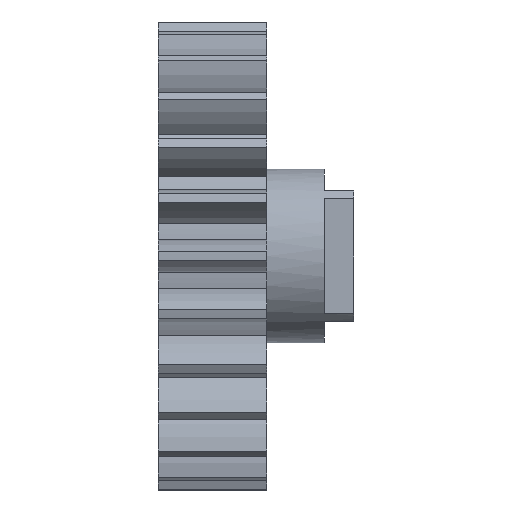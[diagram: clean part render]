
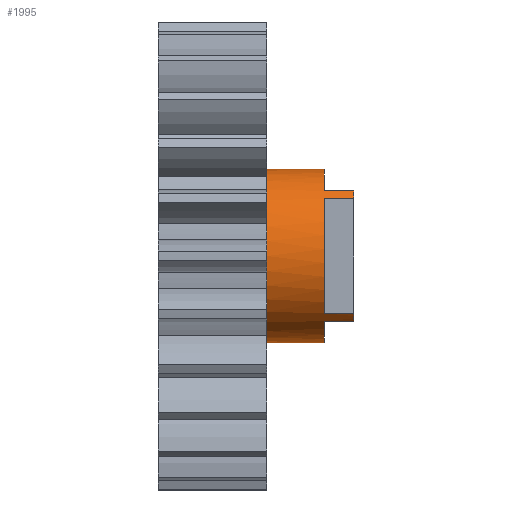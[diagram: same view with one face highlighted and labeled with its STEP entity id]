
A CAD part, front view. The second image highlights one B-rep face of the part: STEP entity #1995.
In plain terms, the highlighted cylindrical face has radius 4 mm (diameter 8 mm), a partial arc.
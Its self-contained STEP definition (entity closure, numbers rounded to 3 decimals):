
#42 = ORIENTED_EDGE ( 'NONE', *, *, #1129, .T. ) ;
#61 = EDGE_CURVE ( 'NONE', #3968, #801, #889, .T. ) ;
#70 = CIRCLE ( 'NONE', #2024, 4. ) ;
#90 = CARTESIAN_POINT ( 'NONE',  ( 5., 0., -4. ) ) ;
#132 = EDGE_CURVE ( 'NONE', #3968, #4058, #2429, .T. ) ;
#188 = EDGE_CURVE ( 'NONE', #1393, #1155, #360, .T. ) ;
#273 = LINE ( 'NONE', #1566, #1215 ) ;
#360 = LINE ( 'NONE', #2253, #3437 ) ;
#384 = CARTESIAN_POINT ( 'NONE',  ( 7.65, -2.646, 3. ) ) ;
#465 = CIRCLE ( 'NONE', #1999, 4. ) ;
#476 = DIRECTION ( 'NONE',  ( 0., 0., -1. ) ) ;
#532 = CARTESIAN_POINT ( 'NONE',  ( 9., 0., 0. ) ) ;
#550 = EDGE_CURVE ( 'NONE', #3268, #2615, #465, .T. ) ;
#556 = CARTESIAN_POINT ( 'NONE',  ( 9., -2.646, 3. ) ) ;
#597 = EDGE_LOOP ( 'NONE', ( #2496, #2729, #3958, #2946, #3244, #42, #1088, #1996, #1017, #945, #3088, #1914 ) ) ;
#609 = DIRECTION ( 'NONE',  ( 0., 0., 1. ) ) ;
#623 = CARTESIAN_POINT ( 'NONE',  ( 5., 0., 0. ) ) ;
#676 = DIRECTION ( 'NONE',  ( -1., 0., 0. ) ) ;
#682 = EDGE_CURVE ( 'NONE', #2615, #2146, #2229, .T. ) ;
#783 = DIRECTION ( 'NONE',  ( 1., 0., 0. ) ) ;
#789 = DIRECTION ( 'NONE',  ( 1., 0., 0. ) ) ;
#801 = VERTEX_POINT ( 'NONE', #90 ) ;
#885 = LINE ( 'NONE', #2572, #3307 ) ;
#889 = LINE ( 'NONE', #1784, #2198 ) ;
#923 = CARTESIAN_POINT ( 'NONE',  ( 7.65, -3., -2.646 ) ) ;
#926 = CARTESIAN_POINT ( 'NONE',  ( 7.65, 0., 0. ) ) ;
#942 = CYLINDRICAL_SURFACE ( 'NONE', #1496, 4. ) ;
#945 = ORIENTED_EDGE ( 'NONE', *, *, #550, .T. ) ;
#1017 = ORIENTED_EDGE ( 'NONE', *, *, #3367, .T. ) ;
#1041 = VERTEX_POINT ( 'NONE', #923 ) ;
#1088 = ORIENTED_EDGE ( 'NONE', *, *, #188, .F. ) ;
#1129 = EDGE_CURVE ( 'NONE', #1041, #1155, #2203, .T. ) ;
#1147 = DIRECTION ( 'NONE',  ( 0., 0., -1. ) ) ;
#1155 = VERTEX_POINT ( 'NONE', #3275 ) ;
#1215 = VECTOR ( 'NONE', #3446, 1000. ) ;
#1393 = VERTEX_POINT ( 'NONE', #2070 ) ;
#1496 = AXIS2_PLACEMENT_3D ( 'NONE', #2505, #3196, #4070 ) ;
#1542 = EDGE_CURVE ( 'NONE', #2600, #1041, #273, .T. ) ;
#1549 = CARTESIAN_POINT ( 'NONE',  ( 7.65, 0., 0. ) ) ;
#1566 = CARTESIAN_POINT ( 'NONE',  ( 9., -3., -2.646 ) ) ;
#1784 = CARTESIAN_POINT ( 'NONE',  ( 7.65, 0., -4. ) ) ;
#1787 = VERTEX_POINT ( 'NONE', #2864 ) ;
#1828 = DIRECTION ( 'NONE',  ( -1., 0., 0. ) ) ;
#1851 = CARTESIAN_POINT ( 'NONE',  ( 7.65, 0., -4. ) ) ;
#1864 = EDGE_CURVE ( 'NONE', #801, #2146, #2966, .T. ) ;
#1914 = ORIENTED_EDGE ( 'NONE', *, *, #1864, .F. ) ;
#1938 = AXIS2_PLACEMENT_3D ( 'NONE', #623, #2472, #3760 ) ;
#1991 = CARTESIAN_POINT ( 'NONE',  ( 7.65, 0., 4. ) ) ;
#1995 = ADVANCED_FACE ( 'NONE', ( #2526 ), #942, .T. ) ;
#1996 = ORIENTED_EDGE ( 'NONE', *, *, #3317, .F. ) ;
#1999 = AXIS2_PLACEMENT_3D ( 'NONE', #926, #4162, #609 ) ;
#2024 = AXIS2_PLACEMENT_3D ( 'NONE', #532, #783, #1147 ) ;
#2070 = CARTESIAN_POINT ( 'NONE',  ( 9., -3., 2.646 ) ) ;
#2110 = VERTEX_POINT ( 'NONE', #2632 ) ;
#2146 = VERTEX_POINT ( 'NONE', #3588 ) ;
#2150 = LINE ( 'NONE', #556, #2437 ) ;
#2163 = DIRECTION ( 'NONE',  ( -1., 0., 0. ) ) ;
#2169 = DIRECTION ( 'NONE',  ( -1., 0., 0. ) ) ;
#2198 = VECTOR ( 'NONE', #2169, 1000. ) ;
#2203 = CIRCLE ( 'NONE', #2750, 4. ) ;
#2229 = LINE ( 'NONE', #3223, #3221 ) ;
#2253 = CARTESIAN_POINT ( 'NONE',  ( 9., -3., 2.646 ) ) ;
#2429 = CIRCLE ( 'NONE', #2568, 4. ) ;
#2437 = VECTOR ( 'NONE', #1828, 1000. ) ;
#2472 = DIRECTION ( 'NONE',  ( -1., 0., 0. ) ) ;
#2496 = ORIENTED_EDGE ( 'NONE', *, *, #61, .F. ) ;
#2505 = CARTESIAN_POINT ( 'NONE',  ( 7.65, 0., 0. ) ) ;
#2526 = FACE_OUTER_BOUND ( 'NONE', #597, .T. ) ;
#2532 = DIRECTION ( 'NONE',  ( 0., 0., 1. ) ) ;
#2553 = CARTESIAN_POINT ( 'NONE',  ( 7.65, 0., 0. ) ) ;
#2568 = AXIS2_PLACEMENT_3D ( 'NONE', #2553, #676, #2532 ) ;
#2572 = CARTESIAN_POINT ( 'NONE',  ( 9., -2.646, -3. ) ) ;
#2600 = VERTEX_POINT ( 'NONE', #3932 ) ;
#2615 = VERTEX_POINT ( 'NONE', #1991 ) ;
#2617 = DIRECTION ( 'NONE',  ( -1., 0., 0. ) ) ;
#2632 = CARTESIAN_POINT ( 'NONE',  ( 9., -2.646, -3. ) ) ;
#2696 = CARTESIAN_POINT ( 'NONE',  ( 9., 0., 0. ) ) ;
#2729 = ORIENTED_EDGE ( 'NONE', *, *, #132, .T. ) ;
#2750 = AXIS2_PLACEMENT_3D ( 'NONE', #1549, #3767, #3489 ) ;
#2864 = CARTESIAN_POINT ( 'NONE',  ( 9., -2.646, 3. ) ) ;
#2946 = ORIENTED_EDGE ( 'NONE', *, *, #3168, .F. ) ;
#2966 = CIRCLE ( 'NONE', #1938, 4. ) ;
#3088 = ORIENTED_EDGE ( 'NONE', *, *, #682, .T. ) ;
#3168 = EDGE_CURVE ( 'NONE', #2600, #2110, #4043, .T. ) ;
#3196 = DIRECTION ( 'NONE',  ( -1., 0., 0. ) ) ;
#3221 = VECTOR ( 'NONE', #3513, 1000. ) ;
#3223 = CARTESIAN_POINT ( 'NONE',  ( 7.65, 0., 4. ) ) ;
#3244 = ORIENTED_EDGE ( 'NONE', *, *, #1542, .T. ) ;
#3268 = VERTEX_POINT ( 'NONE', #384 ) ;
#3275 = CARTESIAN_POINT ( 'NONE',  ( 7.65, -3., 2.646 ) ) ;
#3307 = VECTOR ( 'NONE', #2163, 1000. ) ;
#3317 = EDGE_CURVE ( 'NONE', #1787, #1393, #70, .T. ) ;
#3367 = EDGE_CURVE ( 'NONE', #1787, #3268, #2150, .T. ) ;
#3410 = CARTESIAN_POINT ( 'NONE',  ( 7.65, -2.646, -3. ) ) ;
#3437 = VECTOR ( 'NONE', #2617, 1000. ) ;
#3446 = DIRECTION ( 'NONE',  ( -1., 0., 0. ) ) ;
#3489 = DIRECTION ( 'NONE',  ( 0., 0., 1. ) ) ;
#3513 = DIRECTION ( 'NONE',  ( -1., 0., 0. ) ) ;
#3588 = CARTESIAN_POINT ( 'NONE',  ( 5., 0., 4. ) ) ;
#3760 = DIRECTION ( 'NONE',  ( 0., 0., 1. ) ) ;
#3767 = DIRECTION ( 'NONE',  ( -1., 0., 0. ) ) ;
#3779 = AXIS2_PLACEMENT_3D ( 'NONE', #2696, #789, #476 ) ;
#3815 = EDGE_CURVE ( 'NONE', #2110, #4058, #885, .T. ) ;
#3932 = CARTESIAN_POINT ( 'NONE',  ( 9., -3., -2.646 ) ) ;
#3958 = ORIENTED_EDGE ( 'NONE', *, *, #3815, .F. ) ;
#3968 = VERTEX_POINT ( 'NONE', #1851 ) ;
#4043 = CIRCLE ( 'NONE', #3779, 4. ) ;
#4058 = VERTEX_POINT ( 'NONE', #3410 ) ;
#4070 = DIRECTION ( 'NONE',  ( 0., 0., 1. ) ) ;
#4162 = DIRECTION ( 'NONE',  ( -1., 0., 0. ) ) ;
